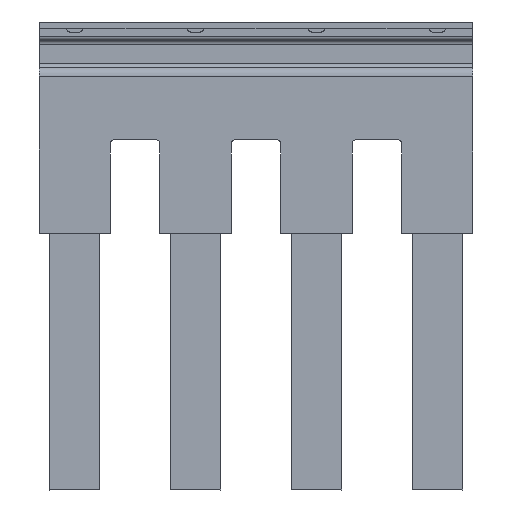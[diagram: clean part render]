
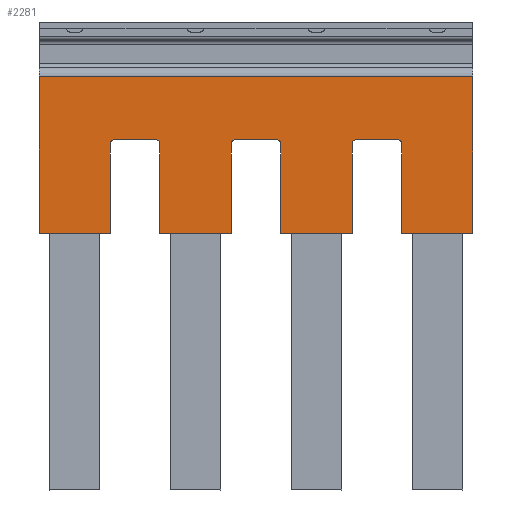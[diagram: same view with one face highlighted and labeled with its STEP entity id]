
A CAD part, front view. The second image highlights one B-rep face of the part: STEP entity #2281.
In plain terms, the highlighted planar face has unit normal (0, -1, 0).
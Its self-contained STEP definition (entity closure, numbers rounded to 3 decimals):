
#93=LINE('',#3027,#276);
#103=LINE('',#3058,#286);
#105=LINE('',#3061,#288);
#107=LINE('',#3064,#290);
#185=LINE('',#3271,#368);
#189=LINE('',#3283,#372);
#193=LINE('',#3295,#376);
#194=LINE('',#3297,#377);
#199=LINE('',#3307,#382);
#203=LINE('',#3319,#386);
#207=LINE('',#3331,#390);
#210=LINE('',#3337,#393);
#212=LINE('',#3340,#395);
#213=LINE('',#3344,#396);
#214=LINE('',#3346,#397);
#215=LINE('',#3350,#398);
#217=LINE('',#3353,#400);
#276=VECTOR('',#2545,1000.);
#286=VECTOR('',#2569,1000.);
#288=VECTOR('',#2573,1000.);
#290=VECTOR('',#2577,1000.);
#368=VECTOR('',#2777,1000.);
#372=VECTOR('',#2789,1000.);
#376=VECTOR('',#2801,1000.);
#377=VECTOR('',#2804,1000.);
#382=VECTOR('',#2811,1000.);
#386=VECTOR('',#2823,1000.);
#390=VECTOR('',#2835,1000.);
#393=VECTOR('',#2840,1000.);
#395=VECTOR('',#2844,1000.);
#396=VECTOR('',#2849,1000.);
#397=VECTOR('',#2850,1000.);
#398=VECTOR('',#2855,1000.);
#400=VECTOR('',#2859,1000.);
#799=ORIENTED_EDGE('',*,*,#1105,.T.);
#800=ORIENTED_EDGE('',*,*,#959,.T.);
#801=ORIENTED_EDGE('',*,*,#956,.T.);
#802=ORIENTED_EDGE('',*,*,#961,.T.);
#803=ORIENTED_EDGE('',*,*,#952,.T.);
#804=ORIENTED_EDGE('',*,*,#963,.F.);
#805=ORIENTED_EDGE('',*,*,#945,.T.);
#806=ORIENTED_EDGE('',*,*,#1103,.T.);
#807=ORIENTED_EDGE('',*,*,#1101,.T.);
#808=ORIENTED_EDGE('',*,*,#1100,.T.);
#809=ORIENTED_EDGE('',*,*,#1098,.F.);
#810=ORIENTED_EDGE('',*,*,#1096,.T.);
#811=ORIENTED_EDGE('',*,*,#1093,.T.);
#812=ORIENTED_EDGE('',*,*,#1090,.F.);
#813=ORIENTED_EDGE('',*,*,#1087,.T.);
#814=ORIENTED_EDGE('',*,*,#1084,.T.);
#815=ORIENTED_EDGE('',*,*,#1081,.F.);
#816=ORIENTED_EDGE('',*,*,#1076,.T.);
#817=ORIENTED_EDGE('',*,*,#1075,.T.);
#818=ORIENTED_EDGE('',*,*,#1072,.T.);
#819=ORIENTED_EDGE('',*,*,#1069,.T.);
#820=ORIENTED_EDGE('',*,*,#1066,.T.);
#821=ORIENTED_EDGE('',*,*,#1063,.F.);
#945=EDGE_CURVE('',#1167,#1168,#93,.T.);
#952=EDGE_CURVE('',#1172,#1174,#1297,.T.);
#956=EDGE_CURVE('',#1176,#1178,#1299,.T.);
#959=EDGE_CURVE('',#1179,#1176,#103,.T.);
#961=EDGE_CURVE('',#1178,#1172,#105,.T.);
#963=EDGE_CURVE('',#1167,#1174,#107,.T.);
#1063=EDGE_CURVE('',#1248,#1245,#185,.T.);
#1066=EDGE_CURVE('',#1250,#1245,#1323,.T.);
#1069=EDGE_CURVE('',#1251,#1250,#189,.T.);
#1072=EDGE_CURVE('',#1254,#1251,#1325,.T.);
#1075=EDGE_CURVE('',#1255,#1254,#193,.T.);
#1076=EDGE_CURVE('',#1257,#1255,#194,.T.);
#1081=EDGE_CURVE('',#1257,#1259,#199,.T.);
#1084=EDGE_CURVE('',#1262,#1259,#1327,.T.);
#1087=EDGE_CURVE('',#1263,#1262,#203,.T.);
#1090=EDGE_CURVE('',#1263,#1266,#1329,.F.);
#1093=EDGE_CURVE('',#1267,#1266,#207,.T.);
#1096=EDGE_CURVE('',#1269,#1267,#210,.T.);
#1098=EDGE_CURVE('',#1269,#1271,#212,.T.);
#1100=EDGE_CURVE('',#1272,#1271,#213,.F.);
#1101=EDGE_CURVE('',#1273,#1272,#214,.F.);
#1103=EDGE_CURVE('',#1168,#1273,#215,.T.);
#1105=EDGE_CURVE('',#1248,#1179,#217,.T.);
#1167=VERTEX_POINT('',#3028);
#1168=VERTEX_POINT('',#3029);
#1172=VERTEX_POINT('',#3038);
#1174=VERTEX_POINT('',#3042);
#1176=VERTEX_POINT('',#3047);
#1178=VERTEX_POINT('',#3051);
#1179=VERTEX_POINT('',#3055);
#1245=VERTEX_POINT('',#3265);
#1248=VERTEX_POINT('',#3270);
#1250=VERTEX_POINT('',#3275);
#1251=VERTEX_POINT('',#3280);
#1254=VERTEX_POINT('',#3287);
#1255=VERTEX_POINT('',#3292);
#1257=VERTEX_POINT('',#3298);
#1259=VERTEX_POINT('',#3304);
#1262=VERTEX_POINT('',#3311);
#1263=VERTEX_POINT('',#3316);
#1266=VERTEX_POINT('',#3323);
#1267=VERTEX_POINT('',#3328);
#1269=VERTEX_POINT('',#3334);
#1271=VERTEX_POINT('',#3341);
#1272=VERTEX_POINT('',#3345);
#1273=VERTEX_POINT('',#3347);
#1297=CIRCLE('',#2330,0.2);
#1299=CIRCLE('',#2333,0.2);
#1323=CIRCLE('',#2400,0.2);
#1325=CIRCLE('',#2404,0.2);
#1327=CIRCLE('',#2410,0.2);
#1329=CIRCLE('',#2414,0.2);
#1417=EDGE_LOOP('',(#799,#800,#801,#802,#803,#804,#805,#806,#807,#808,#809,
#810,#811,#812,#813,#814,#815,#816,#817,#818,#819,#820,#821));
#1511=FACE_BOUND('',#1417,.T.);
#1579=PLANE('',#2423);
#2281=ADVANCED_FACE('',(#1511),#1579,.F.);
#2330=AXIS2_PLACEMENT_3D('',#3043,#2555,#2556);
#2333=AXIS2_PLACEMENT_3D('',#3052,#2563,#2564);
#2400=AXIS2_PLACEMENT_3D('',#3277,#2783,#2784);
#2404=AXIS2_PLACEMENT_3D('',#3289,#2795,#2796);
#2410=AXIS2_PLACEMENT_3D('',#3313,#2817,#2818);
#2414=AXIS2_PLACEMENT_3D('',#3325,#2829,#2830);
#2423=AXIS2_PLACEMENT_3D('',#3355,#2861,#2862);
#2545=DIRECTION('',(1.,0.,0.));
#2555=DIRECTION('',(0.,1.,0.));
#2556=DIRECTION('',(0.,0.,1.));
#2563=DIRECTION('',(0.,1.,0.));
#2564=DIRECTION('',(0.,0.,1.));
#2569=DIRECTION('',(0.,0.,1.));
#2573=DIRECTION('',(1.,0.,0.));
#2577=DIRECTION('',(0.,0.,1.));
#2777=DIRECTION('',(0.,0.,1.));
#2783=DIRECTION('',(0.,1.,0.));
#2784=DIRECTION('',(0.,0.,1.));
#2789=DIRECTION('',(1.,0.,0.));
#2795=DIRECTION('',(0.,1.,0.));
#2796=DIRECTION('',(0.,0.,1.));
#2801=DIRECTION('',(0.,0.,1.));
#2804=DIRECTION('',(1.,0.,0.));
#2811=DIRECTION('',(0.,0.,1.));
#2817=DIRECTION('',(0.,1.,0.));
#2818=DIRECTION('',(0.,0.,1.));
#2823=DIRECTION('',(1.,0.,0.));
#2829=DIRECTION('',(0.,1.,0.));
#2830=DIRECTION('',(0.,0.,1.));
#2835=DIRECTION('',(0.,0.,1.));
#2840=DIRECTION('',(1.,0.,0.));
#2844=DIRECTION('',(0.,0.,1.));
#2849=DIRECTION('',(1.,0.,0.));
#2850=DIRECTION('',(1.,0.,0.));
#2855=DIRECTION('',(0.,0.,1.));
#2859=DIRECTION('',(1.,0.,0.));
#2861=DIRECTION('',(0.,1.,0.));
#2862=DIRECTION('',(0.,0.,1.));
#3027=CARTESIAN_POINT('',(-16.273,-0.4,-5.542));
#3028=CARTESIAN_POINT('',(10.727,-0.4,-5.542));
#3029=CARTESIAN_POINT('',(14.227,-0.4,-5.542));
#3038=CARTESIAN_POINT('',(10.527,-0.4,-0.942));
#3042=CARTESIAN_POINT('',(10.727,-0.4,-1.142));
#3043=CARTESIAN_POINT('',(10.527,-0.4,-1.142));
#3047=CARTESIAN_POINT('',(8.277,-0.4,-1.142));
#3051=CARTESIAN_POINT('',(8.477,-0.4,-0.942));
#3052=CARTESIAN_POINT('',(8.477,-0.4,-1.142));
#3055=CARTESIAN_POINT('',(8.277,-0.4,-5.542));
#3058=CARTESIAN_POINT('',(8.277,-0.4,-5.542));
#3061=CARTESIAN_POINT('',(-16.273,-0.4,-0.942));
#3064=CARTESIAN_POINT('',(10.727,-0.4,-0.942));
#3265=CARTESIAN_POINT('',(4.777,-0.4,-1.142));
#3270=CARTESIAN_POINT('',(4.777,-0.4,-5.542));
#3271=CARTESIAN_POINT('',(4.777,-0.4,-0.942));
#3275=CARTESIAN_POINT('',(4.577,-0.4,-0.942));
#3277=CARTESIAN_POINT('',(4.577,-0.4,-1.142));
#3280=CARTESIAN_POINT('',(2.527,-0.4,-0.942));
#3283=CARTESIAN_POINT('',(-16.273,-0.4,-0.942));
#3287=CARTESIAN_POINT('',(2.327,-0.4,-1.142));
#3289=CARTESIAN_POINT('',(2.527,-0.4,-1.142));
#3292=CARTESIAN_POINT('',(2.327,-0.4,-5.542));
#3295=CARTESIAN_POINT('',(2.327,-0.4,-5.542));
#3297=CARTESIAN_POINT('',(-16.273,-0.4,-5.542));
#3298=CARTESIAN_POINT('',(-1.173,-0.4,-5.542));
#3304=CARTESIAN_POINT('',(-1.173,-0.4,-1.142));
#3307=CARTESIAN_POINT('',(-1.173,-0.4,-0.942));
#3311=CARTESIAN_POINT('',(-1.373,-0.4,-0.942));
#3313=CARTESIAN_POINT('',(-1.373,-0.4,-1.142));
#3316=CARTESIAN_POINT('',(-3.423,-0.4,-0.942));
#3319=CARTESIAN_POINT('',(-16.273,-0.4,-0.942));
#3323=CARTESIAN_POINT('',(-3.623,-0.4,-1.142));
#3325=CARTESIAN_POINT('',(-3.423,-0.4,-1.142));
#3328=CARTESIAN_POINT('',(-3.623,-0.4,-5.542));
#3331=CARTESIAN_POINT('',(-3.623,-0.4,-5.542));
#3334=CARTESIAN_POINT('',(-7.123,-0.4,-5.542));
#3337=CARTESIAN_POINT('',(-16.273,-0.4,-5.542));
#3340=CARTESIAN_POINT('',(-7.123,-0.4,4.258));
#3341=CARTESIAN_POINT('',(-7.123,-0.4,2.169));
#3344=CARTESIAN_POINT('',(-16.273,-0.4,2.169));
#3345=CARTESIAN_POINT('',(-6.923,-0.4,2.169));
#3346=CARTESIAN_POINT('',(-16.273,-0.4,2.169));
#3347=CARTESIAN_POINT('',(14.227,-0.4,2.169));
#3350=CARTESIAN_POINT('',(14.227,-0.4,-5.542));
#3353=CARTESIAN_POINT('',(-16.273,-0.4,-5.542));
#3355=CARTESIAN_POINT('',(-16.273,-0.4,-5.542));
